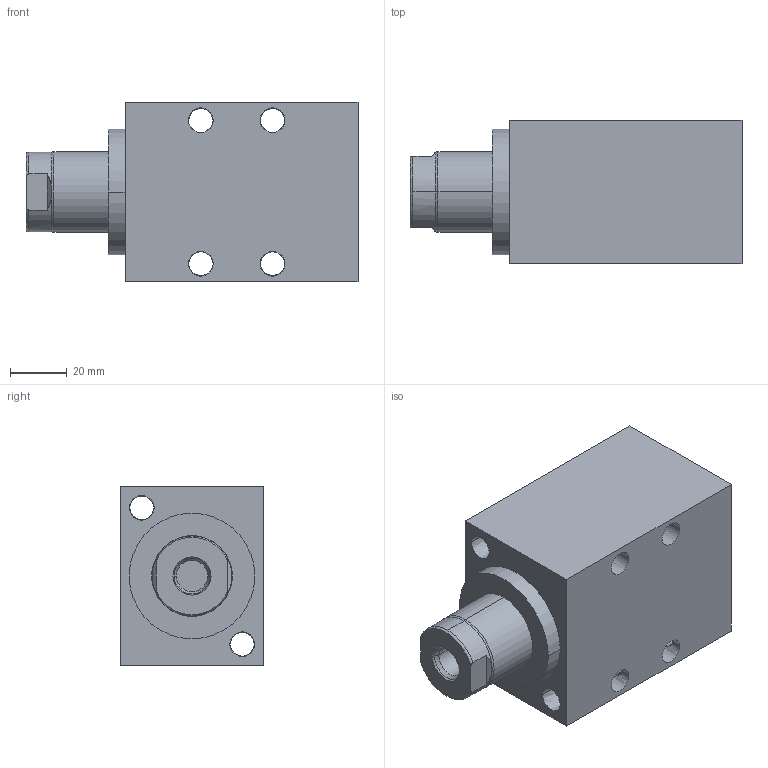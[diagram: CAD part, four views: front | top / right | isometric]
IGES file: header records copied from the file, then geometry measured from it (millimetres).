
Start section:  PTC IGES file: ilc20121504.igs
Global section: file name: ilc20121504.igs; native system: Pro/ENGINEER by Parametric Technology Corporation; preprocessor: 2004290; author: KR; organization: Unknown; date: 050406.141243; units: inch
Bounding box: 117.47 x 50.8 x 63.5 mm (x, y, z)
Surface area: 39411.3 mm2 (no closed solid volume)
Topology: 0 solids, 0 shells, 79 faces, 420 edges, 420 vertices
Faces by surface type: revolution 59, bspline 20
